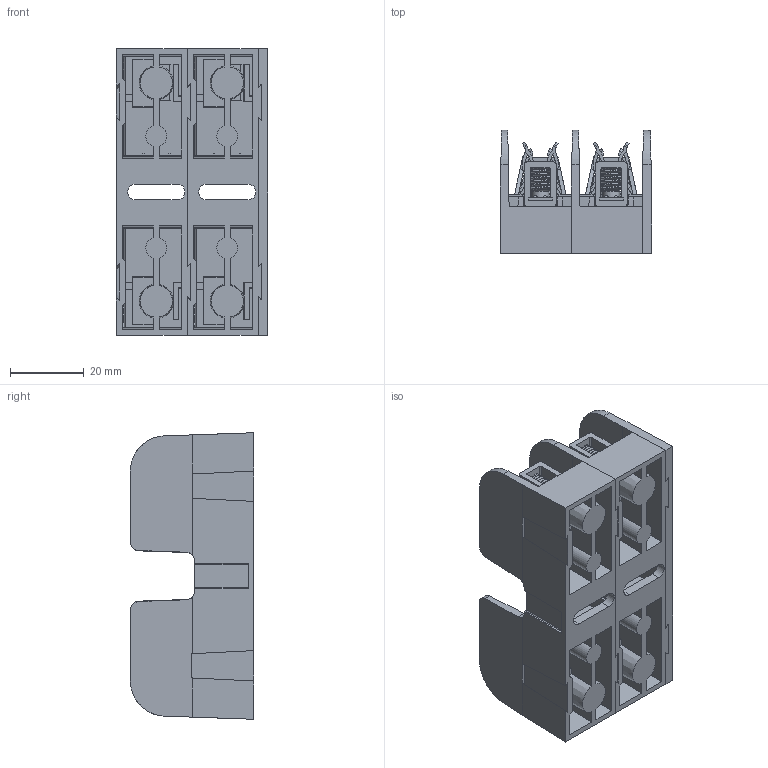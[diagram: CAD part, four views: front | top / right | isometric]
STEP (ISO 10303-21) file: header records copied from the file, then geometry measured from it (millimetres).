
FILE_DESCRIPTION (( 'STEP AP214' ), '1' );
FILE_NAME ('701805rev-.STEP', '2018-01-31T16:43:36', ( '' ), ( '' ), 'SwSTEP 2.0', 'SolidWorks 2017', '' );
FILE_SCHEMA (( 'AUTOMOTIVE_DESIGN' ));
Length unit declared in the file: inch
Products named in the file (1): 701805rev-
Bounding box: 40.89 x 33.27 x 77.47 mm (x, y, z)
Surface area: 33226.2 mm2 (no closed solid volume)
Topology: 0 solids, 28 shells, 675 faces, 2371 edges, 1657 vertices
Faces by surface type: plane 464, cylinder 138, cone 38, bspline 15, torus 12, sphere 8
Full cylindrical faces by diameter (mm): 4.534 x4, 5.41 x4, 6.858 x4
Entity records: 41787 total; most frequent: CARTESIAN_POINT 13963, DIRECTION 3698, ORIENTED_EDGE 3678, EDGE_CURVE 2327, VERTEX_POINT 1643, VECTOR 1610, LINE 1610, AXIS2_PLACEMENT_3D 1044
